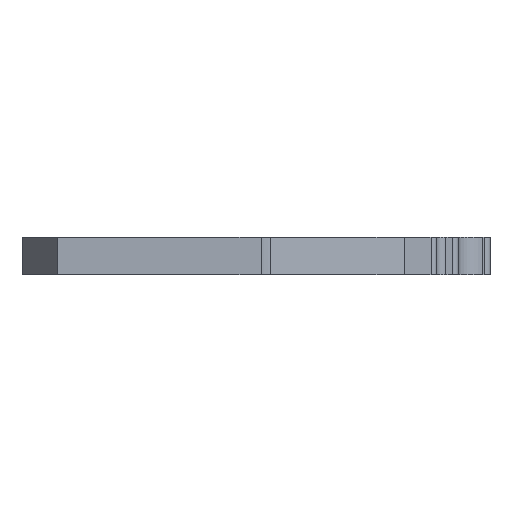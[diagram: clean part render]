
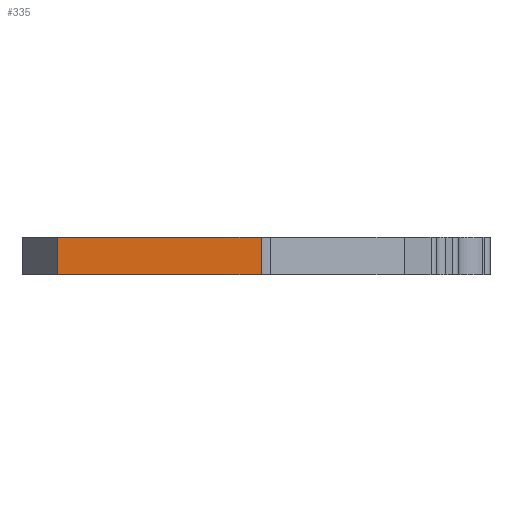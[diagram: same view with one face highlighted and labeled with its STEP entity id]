
A CAD part, left-side view. The second image highlights one B-rep face of the part: STEP entity #335.
In plain terms, the highlighted planar face has unit normal (-1, 0, 0).
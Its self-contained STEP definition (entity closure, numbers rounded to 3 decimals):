
#59 = ORIENTED_EDGE ( 'NONE', *, *, #1381, .T. ) ;
#126 = DIRECTION ( 'NONE',  ( 0., -1., 0. ) ) ;
#131 = DIRECTION ( 'NONE',  ( 0., 0., -1. ) ) ;
#139 = CARTESIAN_POINT ( 'NONE',  ( -13.598, 12.825, 2. ) ) ;
#143 = VECTOR ( 'NONE', #428, 1000. ) ;
#171 = CARTESIAN_POINT ( 'NONE',  ( -13.598, 1.929, 0. ) ) ;
#206 = CARTESIAN_POINT ( 'NONE',  ( -13.598, 1.929, 2. ) ) ;
#242 = DIRECTION ( 'NONE',  ( 0., 0., -1. ) ) ;
#250 = CARTESIAN_POINT ( 'NONE',  ( -13.598, 12.825, 0. ) ) ;
#258 = CARTESIAN_POINT ( 'NONE',  ( -13.598, 1.929, 0. ) ) ;
#328 = VERTEX_POINT ( 'NONE', #993 ) ;
#335 = ADVANCED_FACE ( 'NONE', ( #446 ), #929, .F. ) ;
#428 = DIRECTION ( 'NONE',  ( 0., -1., 0. ) ) ;
#446 = FACE_OUTER_BOUND ( 'NONE', #702, .T. ) ;
#447 = VERTEX_POINT ( 'NONE', #258 ) ;
#478 = LINE ( 'NONE', #206, #1407 ) ;
#485 = VECTOR ( 'NONE', #126, 1000. ) ;
#545 = CARTESIAN_POINT ( 'NONE',  ( -13.598, 12.825, 2. ) ) ;
#568 = LINE ( 'NONE', #139, #777 ) ;
#588 = LINE ( 'NONE', #171, #485 ) ;
#622 = LINE ( 'NONE', #545, #143 ) ;
#627 = CARTESIAN_POINT ( 'NONE',  ( -13.598, 12.825, 2. ) ) ;
#702 = EDGE_LOOP ( 'NONE', ( #903, #906, #59, #923 ) ) ;
#777 = VECTOR ( 'NONE', #131, 1000. ) ;
#858 = CARTESIAN_POINT ( 'NONE',  ( -13.598, 12.825, 2. ) ) ;
#876 = DIRECTION ( 'NONE',  ( 0., 1., 0. ) ) ;
#891 = DIRECTION ( 'NONE',  ( 1., 0., 0. ) ) ;
#903 = ORIENTED_EDGE ( 'NONE', *, *, #1246, .F. ) ;
#906 = ORIENTED_EDGE ( 'NONE', *, *, #1349, .F. ) ;
#923 = ORIENTED_EDGE ( 'NONE', *, *, #1382, .T. ) ;
#929 = PLANE ( 'NONE',  #1019 ) ;
#993 = CARTESIAN_POINT ( 'NONE',  ( -13.598, 1.929, 2. ) ) ;
#1019 = AXIS2_PLACEMENT_3D ( 'NONE', #627, #891, #876 ) ;
#1246 = EDGE_CURVE ( 'NONE', #328, #447, #478, .T. ) ;
#1323 = VERTEX_POINT ( 'NONE', #858 ) ;
#1349 = EDGE_CURVE ( 'NONE', #1323, #328, #622, .T. ) ;
#1366 = VERTEX_POINT ( 'NONE', #250 ) ;
#1381 = EDGE_CURVE ( 'NONE', #1323, #1366, #568, .T. ) ;
#1382 = EDGE_CURVE ( 'NONE', #1366, #447, #588, .T. ) ;
#1407 = VECTOR ( 'NONE', #242, 1000. ) ;
